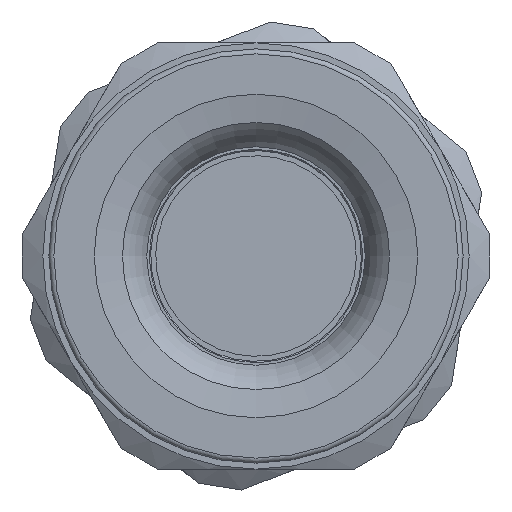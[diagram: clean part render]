
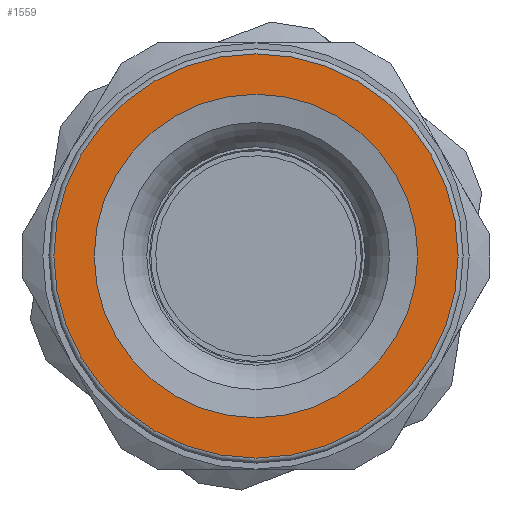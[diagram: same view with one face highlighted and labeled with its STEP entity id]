
A CAD part, left-side view. The second image highlights one B-rep face of the part: STEP entity #1559.
In plain terms, the highlighted planar face has unit normal (-1, 0, 0).
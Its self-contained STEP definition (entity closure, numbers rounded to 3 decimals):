
#218=PLANE('',#1760);
#260=FACE_BOUND('',#476,.T.);
#345=FACE_OUTER_BOUND('',#475,.T.);
#475=EDGE_LOOP('',(#1231));
#476=EDGE_LOOP('',(#1232));
#627=CIRCLE('',#1759,8.06);
#628=CIRCLE('',#1761,6.45);
#767=VERTEX_POINT('',#3429);
#768=VERTEX_POINT('',#3432);
#943=EDGE_CURVE('',#767,#767,#627,.T.);
#944=EDGE_CURVE('',#768,#768,#628,.T.);
#1231=ORIENTED_EDGE('',*,*,#943,.F.);
#1232=ORIENTED_EDGE('',*,*,#944,.T.);
#1559=ADVANCED_FACE('',(#345,#260),#218,.T.);
#1759=AXIS2_PLACEMENT_3D('',#3430,#2042,#2043);
#1760=AXIS2_PLACEMENT_3D('',#3431,#2044,#2045);
#1761=AXIS2_PLACEMENT_3D('',#3433,#2046,#2047);
#2042=DIRECTION('center_axis',(1.,0.,0.));
#2043=DIRECTION('ref_axis',(0.,-1.,0.));
#2044=DIRECTION('center_axis',(-1.,0.,0.));
#2045=DIRECTION('ref_axis',(0.,0.,1.));
#2046=DIRECTION('center_axis',(1.,0.,0.));
#2047=DIRECTION('ref_axis',(0.,0.,-1.));
#3429=CARTESIAN_POINT('',(-15.35,8.06,0.));
#3430=CARTESIAN_POINT('Origin',(-15.35,0.,0.));
#3431=CARTESIAN_POINT('Origin',(-15.35,8.26,0.));
#3432=CARTESIAN_POINT('',(-15.35,6.45,0.));
#3433=CARTESIAN_POINT('Origin',(-15.35,0.,0.));
